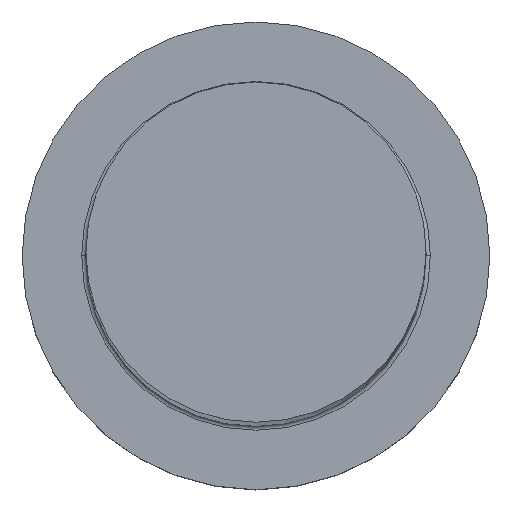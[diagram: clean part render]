
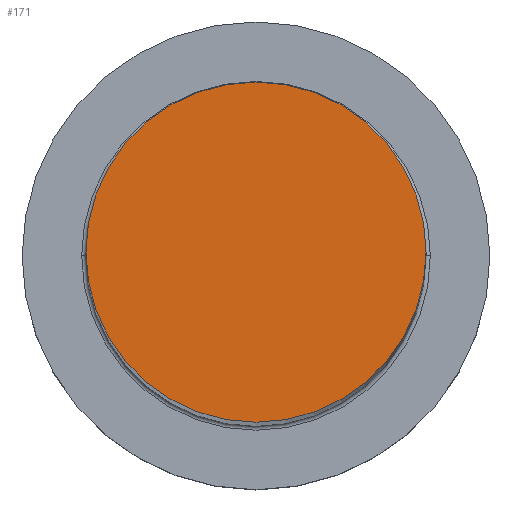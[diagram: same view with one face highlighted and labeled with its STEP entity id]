
A CAD part, top view. The second image highlights one B-rep face of the part: STEP entity #171.
In plain terms, the highlighted planar face has unit normal (0, 0, 1).
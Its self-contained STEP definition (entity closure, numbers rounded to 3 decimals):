
#2 = DIRECTION ( 'NONE',  ( 1., 0., 0. ) ) ;
#4 = PLANE ( 'NONE',  #305 ) ;
#12 = EDGE_CURVE ( 'NONE', #300, #187, #211, .T. ) ;
#24 = DIRECTION ( 'NONE',  ( 0., 0., 1. ) ) ;
#28 = FACE_OUTER_BOUND ( 'NONE', #214, .T. ) ;
#33 = DIRECTION ( 'NONE',  ( 1., 0., 0. ) ) ;
#50 = DIRECTION ( 'NONE',  ( 1., 0., 0. ) ) ;
#101 = AXIS2_PLACEMENT_3D ( 'NONE', #191, #24, #50 ) ;
#129 = DIRECTION ( 'NONE',  ( 0., 0., 1. ) ) ;
#166 = CARTESIAN_POINT ( 'NONE',  ( 8., 0., 107. ) ) ;
#171 = ADVANCED_FACE ( 'NONE', ( #28 ), #4, .T. ) ;
#187 = VERTEX_POINT ( 'NONE', #166 ) ;
#191 = CARTESIAN_POINT ( 'NONE',  ( 0., 0., 107. ) ) ;
#206 = ORIENTED_EDGE ( 'NONE', *, *, #12, .T. ) ;
#211 = CIRCLE ( 'NONE', #101, 8. ) ;
#214 = EDGE_LOOP ( 'NONE', ( #206, #234 ) ) ;
#234 = ORIENTED_EDGE ( 'NONE', *, *, #269, .T. ) ;
#244 = DIRECTION ( 'NONE',  ( 0., 0., 1. ) ) ;
#246 = AXIS2_PLACEMENT_3D ( 'NONE', #270, #244, #33 ) ;
#269 = EDGE_CURVE ( 'NONE', #187, #300, #280, .T. ) ;
#270 = CARTESIAN_POINT ( 'NONE',  ( 0., 0., 107. ) ) ;
#271 = CARTESIAN_POINT ( 'NONE',  ( 0., 0., 107. ) ) ;
#275 = CARTESIAN_POINT ( 'NONE',  ( -8., 0., 107. ) ) ;
#280 = CIRCLE ( 'NONE', #246, 8. ) ;
#300 = VERTEX_POINT ( 'NONE', #275 ) ;
#305 = AXIS2_PLACEMENT_3D ( 'NONE', #271, #129, #2 ) ;
